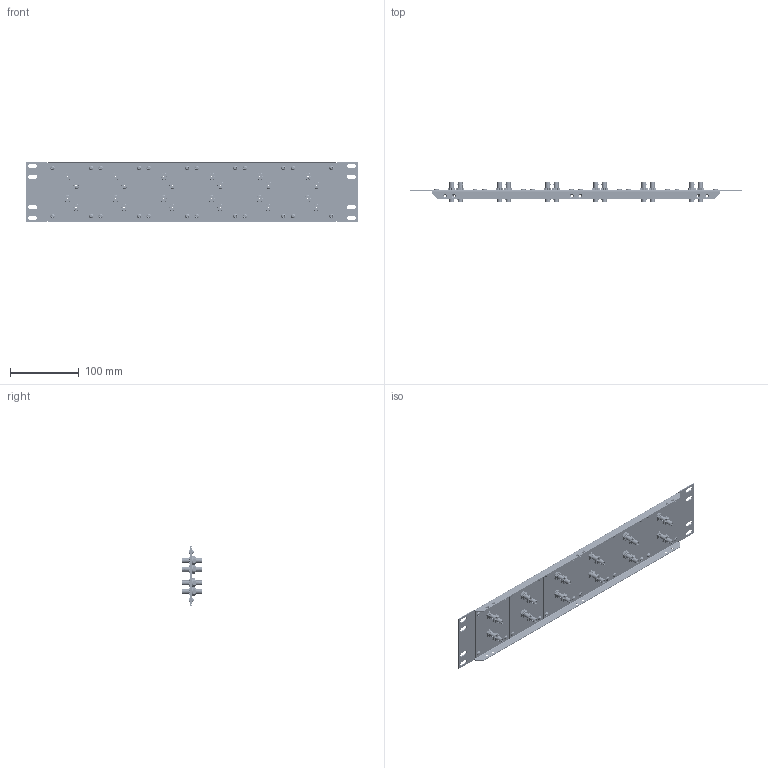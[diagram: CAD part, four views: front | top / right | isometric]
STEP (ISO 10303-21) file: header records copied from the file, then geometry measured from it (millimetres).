
FILE_DESCRIPTION (( 'STEP AP214' ), '1' );
FILE_NAME ('UPR35-24STB.STEP', '2017-05-26T19:20:11', ( 'L-Com' ), ( 'L-Com Global Connectivity' ), 'SwSTEP 2.0', 'SolidWorks 2014', '' );
FILE_SCHEMA (( 'AUTOMOTIVE_DESIGN' ));
Length unit declared in the file: inch
Products named in the file (8): Pan head phillips_6-32 x .187 PAN HEAD SCREW SS; FOA-001_.06 OFFSET; 3AA02-001; 3AA03-001; FOA-001; 1AR17-007; UPR35-6B-MA1; UPR35-24STB
Assembly tree (58 placements, depth 3):
  UPR35-24STB
    UPR35-6B-MA1
    1AR17-007  x6
    FOA-001_.06 OFFSET  x24
      FOA-001
      3AA03-001
      3AA02-001
    Pan head phillips_6-32 x .187 PAN HEAD SCREW SS  x24
Bounding box: 482.6 x 29.21 x 88.39 mm (x, y, z)
Volume: 113306.8 mm3; surface area: 173200 mm2
Topology: 103 solids, 103 shells, 8198 faces, 22940 edges, 15080 vertices
Faces by surface type: cylinder 4292, plane 2586, cone 936, torus 336, bspline 48
Entity records: 29074 total; most frequent: CARTESIAN_POINT 5123, DIRECTION 4206, ORIENTED_EDGE 4176, EDGE_CURVE 2088, AXIS2_PLACEMENT_3D 1511, VERTEX_POINT 1372, LINE 1184, VECTOR 1184
